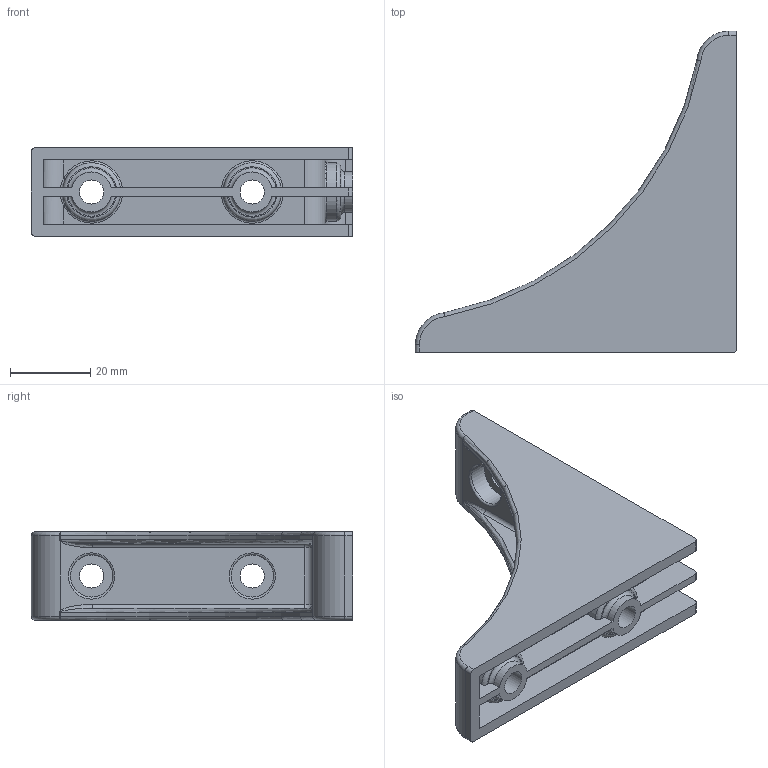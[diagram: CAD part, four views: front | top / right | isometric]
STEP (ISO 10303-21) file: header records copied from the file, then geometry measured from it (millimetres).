
FILE_DESCRIPTION((''),'2;1');
FILE_NAME('XT90039G.stp','2011-05-12T08:06:09',('mcapuano'),(''),'Autodesk Inventor 2011','Autodesk Inventor 2011','');
FILE_SCHEMA(('AUTOMOTIVE_DESIGN { 1 0 10303 214 1 1 1 1 }'));
Length unit declared in the file: millimetre
Products named in the file (1): XT90039G
Bounding box: 80 x 80 x 22 mm (x, y, z)
Volume: 25465.6 mm3; surface area: 18840.6 mm2
Topology: 1 solids, 1 shells, 146 faces, 393 edges, 249 vertices
Faces by surface type: cylinder 50, plane 42, torus 38, bspline 16
Full cylindrical faces by diameter (mm): 6 x4, 10.5 x4
Entity records: 6193 total; most frequent: CARTESIAN_POINT 2557, ORIENTED_EDGE 746, DIRECTION 686, EDGE_CURVE 373, AXIS2_PLACEMENT_3D 272, VERTEX_POINT 245, EDGE_LOOP 170, STYLED_ITEM 147
